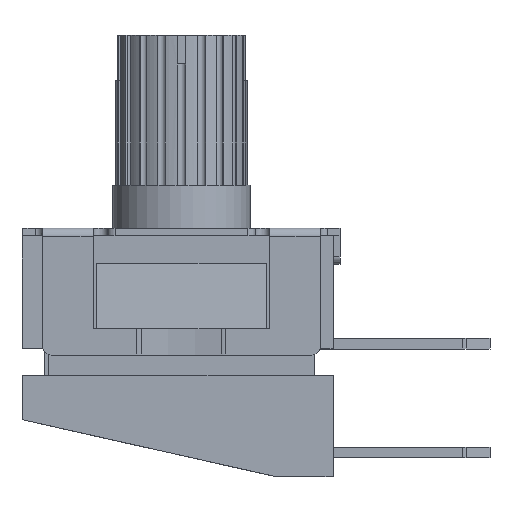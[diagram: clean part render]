
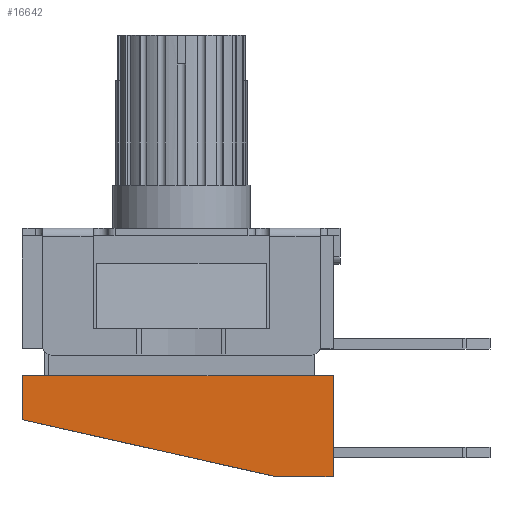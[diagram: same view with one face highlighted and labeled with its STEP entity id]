
A CAD part, front view. The second image highlights one B-rep face of the part: STEP entity #16642.
In plain terms, the highlighted planar face has unit normal (0, -1, 0).
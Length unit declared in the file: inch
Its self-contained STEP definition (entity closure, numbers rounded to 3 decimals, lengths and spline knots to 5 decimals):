
#1015=PLANE('',#17652);
#1829=FACE_OUTER_BOUND('',#2731,.T.);
#2731=EDGE_LOOP('',(#14678,#14679,#14680,#14681,#14682,#14683,#14684));
#4228=LINE('',#28947,#5899);
#4232=LINE('',#28956,#5903);
#4236=LINE('',#28963,#5907);
#4237=LINE('',#28965,#5908);
#4238=LINE('',#28967,#5909);
#4239=LINE('',#28968,#5910);
#4240=LINE('',#28969,#5911);
#5899=VECTOR('',#20871,0.3937);
#5903=VECTOR('',#20877,0.3937);
#5907=VECTOR('',#20885,0.3937);
#5908=VECTOR('',#20886,0.3937);
#5909=VECTOR('',#20887,0.3937);
#5910=VECTOR('',#20888,0.3937);
#5911=VECTOR('',#20889,0.3937);
#7953=VERTEX_POINT('',#28944);
#7954=VERTEX_POINT('',#28946);
#7957=VERTEX_POINT('',#28953);
#7958=VERTEX_POINT('',#28955);
#7959=VERTEX_POINT('',#28962);
#7960=VERTEX_POINT('',#28964);
#7961=VERTEX_POINT('',#28966);
#10269=EDGE_CURVE('',#7954,#7953,#4228,.T.);
#10273=EDGE_CURVE('',#7958,#7957,#4232,.T.);
#10277=EDGE_CURVE('',#7957,#7959,#4236,.T.);
#10278=EDGE_CURVE('',#7960,#7959,#4237,.T.);
#10279=EDGE_CURVE('',#7960,#7961,#4238,.T.);
#10280=EDGE_CURVE('',#7954,#7961,#4239,.T.);
#10281=EDGE_CURVE('',#7953,#7958,#4240,.T.);
#14678=ORIENTED_EDGE('',*,*,#10273,.T.);
#14679=ORIENTED_EDGE('',*,*,#10277,.T.);
#14680=ORIENTED_EDGE('',*,*,#10278,.F.);
#14681=ORIENTED_EDGE('',*,*,#10279,.T.);
#14682=ORIENTED_EDGE('',*,*,#10280,.F.);
#14683=ORIENTED_EDGE('',*,*,#10269,.T.);
#14684=ORIENTED_EDGE('',*,*,#10281,.T.);
#16642=ADVANCED_FACE('',(#1829),#1015,.T.);
#17652=AXIS2_PLACEMENT_3D('',#28961,#20883,#20884);
#20871=DIRECTION('',(0.,0.,1.));
#20877=DIRECTION('',(-1.,0.,0.));
#20883=DIRECTION('center_axis',(0.,-1.,0.));
#20884=DIRECTION('ref_axis',(0.,0.,-1.));
#20885=DIRECTION('',(-1.,0.,0.));
#20886=DIRECTION('',(0.,0.,1.));
#20887=DIRECTION('',(0.976,0.,-0.219));
#20888=DIRECTION('',(-1.,0.,0.));
#20889=DIRECTION('',(-1.,0.,0.));
#28944=CARTESIAN_POINT('',(0.13937,-0.1374,0.09291));
#28946=CARTESIAN_POINT('',(0.13937,-0.1374,0.));
#28947=CARTESIAN_POINT('',(0.13937,-0.1374,0.));
#28953=CARTESIAN_POINT('',(-0.12205,-0.1374,0.09291));
#28955=CARTESIAN_POINT('',(0.12205,-0.1374,0.09291));
#28956=CARTESIAN_POINT('',(0.13071,-0.1374,0.09291));
#28961=CARTESIAN_POINT('Origin',(0.13937,-0.1374,0.));
#28962=CARTESIAN_POINT('',(-0.14646,-0.1374,0.09291));
#28963=CARTESIAN_POINT('',(-0.00354,-0.1374,0.09291));
#28964=CARTESIAN_POINT('',(-0.14646,-0.1374,0.05236));
#28965=CARTESIAN_POINT('',(-0.14646,-0.1374,0.));
#28966=CARTESIAN_POINT('',(0.08701,-0.1374,0.));
#28967=CARTESIAN_POINT('',(0.11194,-0.1374,-0.00559));
#28968=CARTESIAN_POINT('',(0.13937,-0.1374,0.));
#28969=CARTESIAN_POINT('',(0.13071,-0.1374,0.09291));
